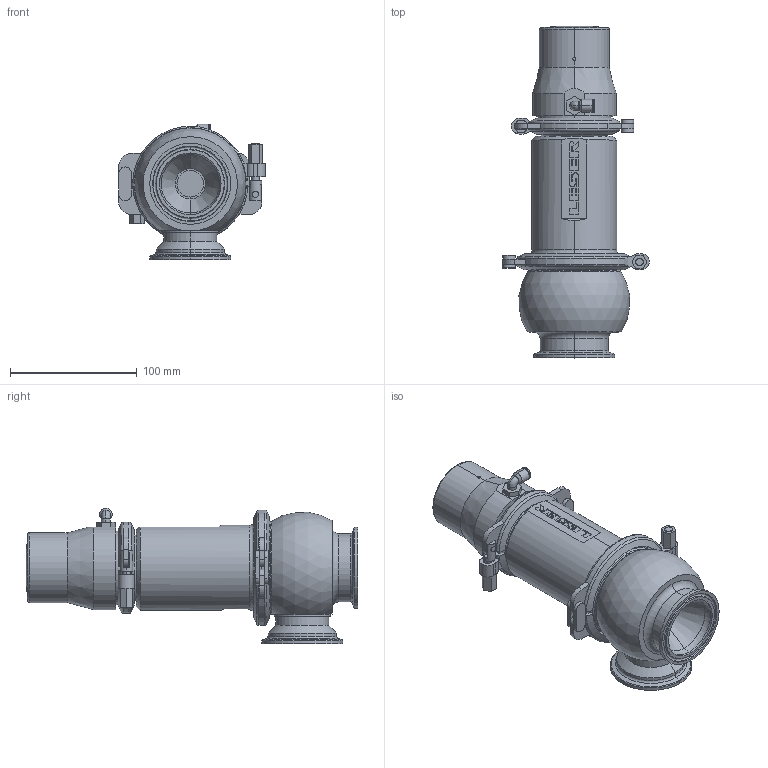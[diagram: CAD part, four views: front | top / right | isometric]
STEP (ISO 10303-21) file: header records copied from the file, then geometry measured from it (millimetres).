
FILE_DESCRIPTION((''),'2;1');
FILE_NAME('10000484705_G3D_000_ASM','2020-02-14T09:41:42',('volz'),(''),'CREO PARAMETRIC BY PTC INC, 2019030','CREO PARAMETRIC BY PTC INC, 2019030','');
FILE_SCHEMA(('CONFIG_CONTROL_DESIGN'));
Length unit declared in the file: millimetre
Products named in the file (20): 10000484704_G3D_000; 10000484703_G3D_000; 10000480604_G3D_000; 10000480605_G3D_000; 10000480606_G3D_000; 10000480607_G3D_000; 10000480608_G3D_000; 10000480603_G3D_000_ASM; 10000484702_G3D_000; 10000462301_G3D_000; 10000462299_G3D_000; 10000462304_G3D_000; 10000462305_G3D_000; 10000462306_G3D_000; 10000462307_G3D_000; 10000462308_G3D_000; 10000462303_G3D_000_ASM; 10000462302_G3D_000; 10000462317_G3D_000_ASM; 10000484705_G3D_000_ASM
Assembly tree (21 placements, depth 4):
  10000484705_G3D_000_ASM
    10000484704_G3D_000
    10000484703_G3D_000
    10000480603_G3D_000_ASM
      10000480604_G3D_000
      10000480605_G3D_000
      10000480606_G3D_000  x2
      10000480607_G3D_000
      10000480608_G3D_000
    10000484702_G3D_000
    10000462317_G3D_000_ASM
      10000462301_G3D_000
      10000462299_G3D_000
      10000462303_G3D_000_ASM
        10000462304_G3D_000
        10000462305_G3D_000
        10000462306_G3D_000  x2
        10000462307_G3D_000
        10000462308_G3D_000
      10000462302_G3D_000
Bounding box: 115.57 x 261.99 x 107 mm (x, y, z)
Volume: 577966.6 mm3; surface area: 168329.6 mm2
Topology: 18 solids, 18 shells, 520 faces, 1194 edges, 753 vertices
Faces by surface type: plane 212, cylinder 189, cone 72, torus 40, sphere 5, bspline 2
Entity records: 15106 total; most frequent: CARTESIAN_POINT 3090, DIRECTION 2630, ORIENTED_EDGE 2288, EDGE_CURVE 1144, AXIS2_PLACEMENT_3D 1035, VERTEX_POINT 721, EDGE_LOOP 571, VECTOR 560
